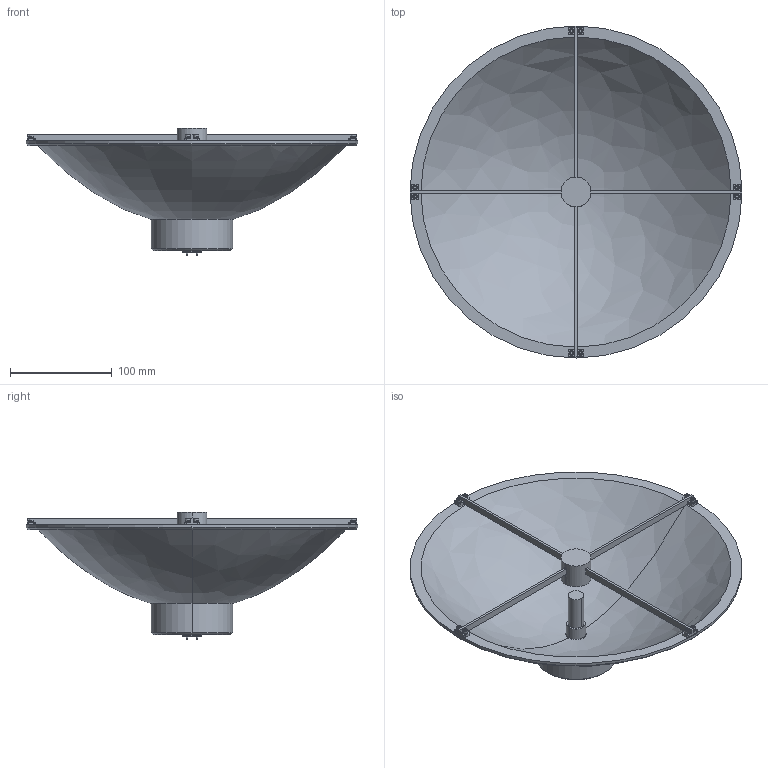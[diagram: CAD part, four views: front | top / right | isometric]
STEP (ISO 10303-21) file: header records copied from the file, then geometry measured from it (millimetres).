
FILE_DESCRIPTION (( 'STEP AP203' ), '1' );
FILE_NAME ('AY-RE45-12-A.STEP', '2025-03-04T22:38:49', ( '' ), ( '' ), 'SwSTEP 2.0', 'SolidWorks 2021', '' );
FILE_SCHEMA (( 'CONFIG_CONTROL_DESIGN' ));
Length unit declared in the file: inch
Products named in the file (1): AY-RE45-12-A
Bounding box: 326.32 x 326.32 x 125.04 mm (x, y, z)
Volume: 452430.6 mm3; surface area: 231981 mm2
Topology: 5 solids, 13 shells, 658 faces, 1538 edges, 912 vertices
Faces by surface type: cylinder 228, plane 214, cone 208, bspline 8
Entity records: 20923 total; most frequent: CARTESIAN_POINT 6421, DIRECTION 3060, ORIENTED_EDGE 2980, EDGE_CURVE 1490, AXIS2_PLACEMENT_3D 1179, VERTEX_POINT 912, EDGE_LOOP 718, VECTOR 702
